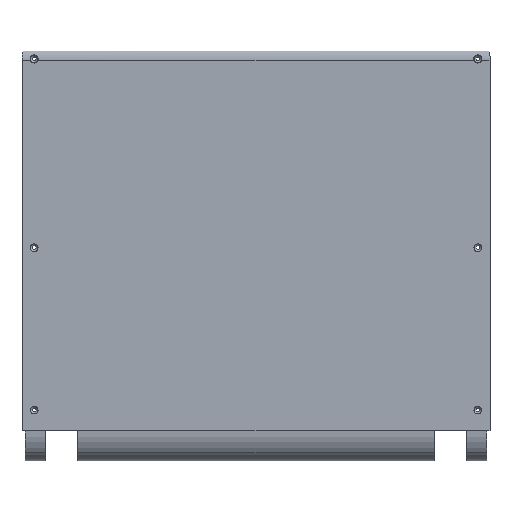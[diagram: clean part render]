
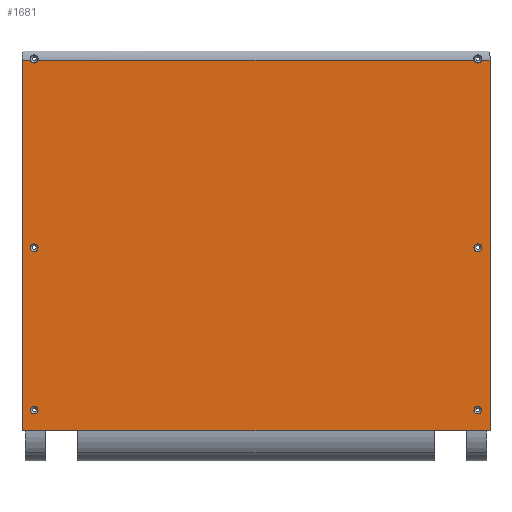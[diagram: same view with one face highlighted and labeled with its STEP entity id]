
A CAD part, front view. The second image highlights one B-rep face of the part: STEP entity #1681.
In plain terms, the highlighted planar face has unit normal (0, -1, 0).
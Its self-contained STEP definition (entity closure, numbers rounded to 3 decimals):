
#22=FACE_BOUND('',#195,.T.);
#23=FACE_BOUND('',#196,.T.);
#24=FACE_BOUND('',#197,.T.);
#25=FACE_BOUND('',#198,.T.);
#36=PLANE('',#1795);
#97=FACE_OUTER_BOUND('',#194,.T.);
#194=EDGE_LOOP('',(#1162,#1163,#1164,#1165,#1166,#1167,#1168,#1169,#1170,
#1171,#1172,#1173,#1174,#1175));
#195=EDGE_LOOP('',(#1176));
#196=EDGE_LOOP('',(#1177));
#197=EDGE_LOOP('',(#1178));
#198=EDGE_LOOP('',(#1179));
#305=CIRCLE('',#1796,2.);
#306=CIRCLE('',#1797,2.);
#307=CIRCLE('',#1798,1.9);
#308=CIRCLE('',#1799,1.9);
#309=CIRCLE('',#1800,1.9);
#310=CIRCLE('',#1801,1.9);
#368=LINE('',#2489,#548);
#370=LINE('',#2511,#550);
#372=LINE('',#2540,#552);
#373=LINE('',#2548,#553);
#374=LINE('',#2550,#554);
#375=LINE('',#2552,#555);
#376=LINE('',#2554,#556);
#377=LINE('',#2556,#557);
#378=LINE('',#2558,#558);
#379=LINE('',#2560,#559);
#380=LINE('',#2562,#560);
#381=LINE('',#2563,#561);
#548=VECTOR('',#1956,10.);
#550=VECTOR('',#1962,10.);
#552=VECTOR('',#1964,10.);
#553=VECTOR('',#1975,10.);
#554=VECTOR('',#1976,10.);
#555=VECTOR('',#1977,10.);
#556=VECTOR('',#1978,10.);
#557=VECTOR('',#1979,10.);
#558=VECTOR('',#1980,10.);
#559=VECTOR('',#1981,10.);
#560=VECTOR('',#1982,10.);
#561=VECTOR('',#1983,10.);
#734=VERTEX_POINT('',#2460);
#736=VERTEX_POINT('',#2475);
#737=VERTEX_POINT('',#2488);
#742=VERTEX_POINT('',#2508);
#743=VERTEX_POINT('',#2510);
#746=VERTEX_POINT('',#2527);
#748=VERTEX_POINT('',#2547);
#749=VERTEX_POINT('',#2549);
#750=VERTEX_POINT('',#2551);
#751=VERTEX_POINT('',#2553);
#752=VERTEX_POINT('',#2555);
#753=VERTEX_POINT('',#2557);
#754=VERTEX_POINT('',#2559);
#755=VERTEX_POINT('',#2561);
#756=VERTEX_POINT('',#2565);
#757=VERTEX_POINT('',#2567);
#758=VERTEX_POINT('',#2569);
#759=VERTEX_POINT('',#2571);
#896=EDGE_CURVE('',#737,#736,#368,.T.);
#902=EDGE_CURVE('',#743,#742,#370,.T.);
#906=EDGE_CURVE('',#734,#746,#372,.T.);
#909=EDGE_CURVE('',#746,#743,#305,.T.);
#910=EDGE_CURVE('',#742,#748,#373,.T.);
#911=EDGE_CURVE('',#748,#749,#374,.T.);
#912=EDGE_CURVE('',#749,#750,#375,.T.);
#913=EDGE_CURVE('',#750,#751,#376,.T.);
#914=EDGE_CURVE('',#751,#752,#377,.T.);
#915=EDGE_CURVE('',#752,#753,#378,.T.);
#916=EDGE_CURVE('',#753,#754,#379,.T.);
#917=EDGE_CURVE('',#754,#755,#380,.T.);
#918=EDGE_CURVE('',#737,#755,#381,.T.);
#919=EDGE_CURVE('',#736,#734,#306,.T.);
#920=EDGE_CURVE('',#756,#756,#307,.T.);
#921=EDGE_CURVE('',#757,#757,#308,.T.);
#922=EDGE_CURVE('',#758,#758,#309,.T.);
#923=EDGE_CURVE('',#759,#759,#310,.T.);
#1162=ORIENTED_EDGE('',*,*,#906,.T.);
#1163=ORIENTED_EDGE('',*,*,#909,.T.);
#1164=ORIENTED_EDGE('',*,*,#902,.T.);
#1165=ORIENTED_EDGE('',*,*,#910,.T.);
#1166=ORIENTED_EDGE('',*,*,#911,.T.);
#1167=ORIENTED_EDGE('',*,*,#912,.T.);
#1168=ORIENTED_EDGE('',*,*,#913,.T.);
#1169=ORIENTED_EDGE('',*,*,#914,.T.);
#1170=ORIENTED_EDGE('',*,*,#915,.T.);
#1171=ORIENTED_EDGE('',*,*,#916,.T.);
#1172=ORIENTED_EDGE('',*,*,#917,.T.);
#1173=ORIENTED_EDGE('',*,*,#918,.F.);
#1174=ORIENTED_EDGE('',*,*,#896,.T.);
#1175=ORIENTED_EDGE('',*,*,#919,.T.);
#1176=ORIENTED_EDGE('',*,*,#920,.T.);
#1177=ORIENTED_EDGE('',*,*,#921,.T.);
#1178=ORIENTED_EDGE('',*,*,#922,.T.);
#1179=ORIENTED_EDGE('',*,*,#923,.T.);
#1681=ADVANCED_FACE('',(#97,#22,#23,#24,#25),#36,.T.);
#1795=AXIS2_PLACEMENT_3D('',#2545,#1971,#1972);
#1796=AXIS2_PLACEMENT_3D('',#2546,#1973,#1974);
#1797=AXIS2_PLACEMENT_3D('',#2564,#1984,#1985);
#1798=AXIS2_PLACEMENT_3D('',#2566,#1986,#1987);
#1799=AXIS2_PLACEMENT_3D('',#2568,#1988,#1989);
#1800=AXIS2_PLACEMENT_3D('',#2570,#1990,#1991);
#1801=AXIS2_PLACEMENT_3D('',#2572,#1992,#1993);
#1956=DIRECTION('',(-1.,0.,0.));
#1962=DIRECTION('',(-1.,0.,0.));
#1964=DIRECTION('',(-1.,0.,0.));
#1971=DIRECTION('center_axis',(0.,-1.,0.));
#1972=DIRECTION('ref_axis',(0.,0.,-1.));
#1973=DIRECTION('center_axis',(0.,1.,0.));
#1974=DIRECTION('ref_axis',(1.,0.,0.));
#1975=DIRECTION('',(0.,0.,-1.));
#1976=DIRECTION('',(1.,0.,0.));
#1977=DIRECTION('',(1.,0.,0.));
#1978=DIRECTION('',(1.,0.,0.));
#1979=DIRECTION('',(1.,0.,0.));
#1980=DIRECTION('',(1.,0.,0.));
#1981=DIRECTION('',(1.,0.,0.));
#1982=DIRECTION('',(1.,0.,0.));
#1983=DIRECTION('',(0.,0.,-1.));
#1984=DIRECTION('center_axis',(0.,1.,0.));
#1985=DIRECTION('ref_axis',(1.,0.,0.));
#1986=DIRECTION('center_axis',(0.,1.,0.));
#1987=DIRECTION('ref_axis',(0.,0.,-1.));
#1988=DIRECTION('center_axis',(0.,1.,0.));
#1989=DIRECTION('ref_axis',(0.,0.,-1.));
#1990=DIRECTION('center_axis',(0.,1.,0.));
#1991=DIRECTION('ref_axis',(0.,0.,-1.));
#1992=DIRECTION('center_axis',(0.,1.,0.));
#1993=DIRECTION('ref_axis',(0.,0.,-1.));
#2460=CARTESIAN_POINT('',(222.746,0.,-7.75));
#2475=CARTESIAN_POINT('',(226.454,0.,-7.75));
#2488=CARTESIAN_POINT('',(230.6,0.,-7.75));
#2489=CARTESIAN_POINT('',(0.,0.,-7.75));
#2508=CARTESIAN_POINT('',(0.,0.,-7.75));
#2510=CARTESIAN_POINT('',(4.146,0.,-7.75));
#2511=CARTESIAN_POINT('',(0.,0.,-7.75));
#2527=CARTESIAN_POINT('',(7.854,0.,-7.75));
#2540=CARTESIAN_POINT('',(0.,0.,-7.75));
#2545=CARTESIAN_POINT('Origin',(0.,0.,0.));
#2546=CARTESIAN_POINT('Origin',(6.,0.,-7.));
#2547=CARTESIAN_POINT('',(0.,0.,-190.17));
#2548=CARTESIAN_POINT('',(0.,0.,0.));
#2549=CARTESIAN_POINT('',(1.5,0.,-190.17));
#2550=CARTESIAN_POINT('',(0.,0.,-190.17));
#2551=CARTESIAN_POINT('',(11.5,0.,-190.17));
#2552=CARTESIAN_POINT('',(0.,0.,-190.17));
#2553=CARTESIAN_POINT('',(27.5,0.,-190.17));
#2554=CARTESIAN_POINT('',(0.,0.,-190.17));
#2555=CARTESIAN_POINT('',(203.1,0.,-190.17));
#2556=CARTESIAN_POINT('',(0.,0.,-190.17));
#2557=CARTESIAN_POINT('',(219.1,0.,-190.17));
#2558=CARTESIAN_POINT('',(0.,0.,-190.17));
#2559=CARTESIAN_POINT('',(229.1,0.,-190.17));
#2560=CARTESIAN_POINT('',(0.,0.,-190.17));
#2561=CARTESIAN_POINT('',(230.6,0.,-190.17));
#2562=CARTESIAN_POINT('',(0.,0.,-190.17));
#2563=CARTESIAN_POINT('',(230.6,0.,0.));
#2564=CARTESIAN_POINT('Origin',(224.6,0.,-7.));
#2565=CARTESIAN_POINT('',(224.6,0.,-98.1));
#2566=CARTESIAN_POINT('Origin',(224.6,0.,-100.));
#2567=CARTESIAN_POINT('',(6.,0.,-178.1));
#2568=CARTESIAN_POINT('Origin',(6.,0.,-180.));
#2569=CARTESIAN_POINT('',(6.,0.,-98.1));
#2570=CARTESIAN_POINT('Origin',(6.,0.,-100.));
#2571=CARTESIAN_POINT('',(224.6,0.,-178.1));
#2572=CARTESIAN_POINT('Origin',(224.6,0.,-180.));
